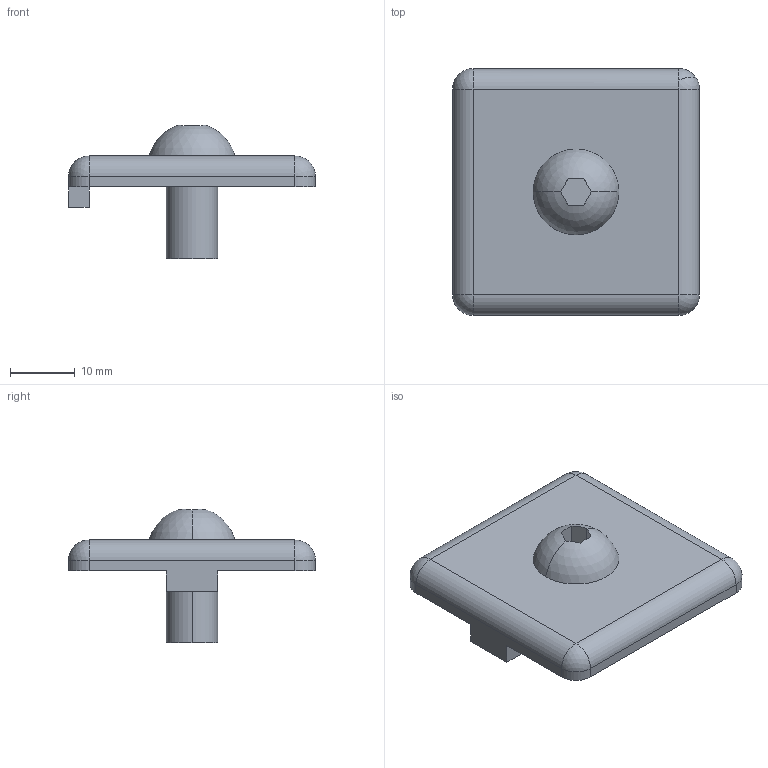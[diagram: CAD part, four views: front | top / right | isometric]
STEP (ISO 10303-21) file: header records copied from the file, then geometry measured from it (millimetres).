
FILE_DESCRIPTION((''),'2;1');
FILE_NAME('15AC7825.stp','2015-07-16T10:27:58',(''),(''),'Mechanical Desktop 2011','Mechanical Desktop 2011',', , ');
FILE_SCHEMA(('AUTOMOTIVE_DESIGN { 1 2 10303 214 1 1 1 1 }'));
Length unit declared in the file: inch
Products named in the file (1): Product
Bounding box: 38.1 x 38.1 x 20.62 mm (x, y, z)
Volume: 7524.1 mm3; surface area: 4265.7 mm2
Topology: 2 solids, 2 shells, 38 faces, 89 edges, 54 vertices
Faces by surface type: plane 19, cylinder 12, sphere 7
Entity records: 1131 total; most frequent: DIRECTION 204, CARTESIAN_POINT 180, ORIENTED_EDGE 174, EDGE_CURVE 87, AXIS2_PLACEMENT_3D 78, VERTEX_POINT 54, VECTOR 48, LINE 48
